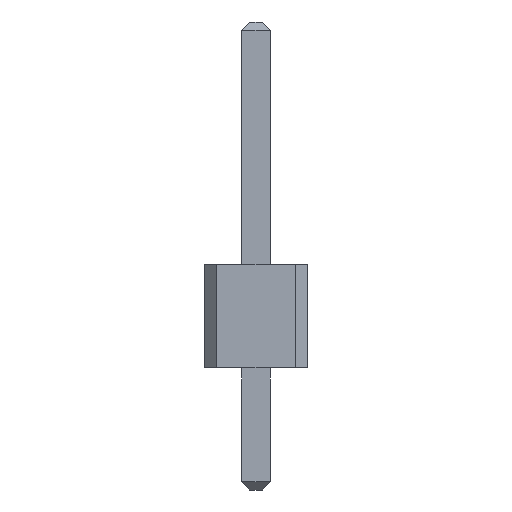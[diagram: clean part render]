
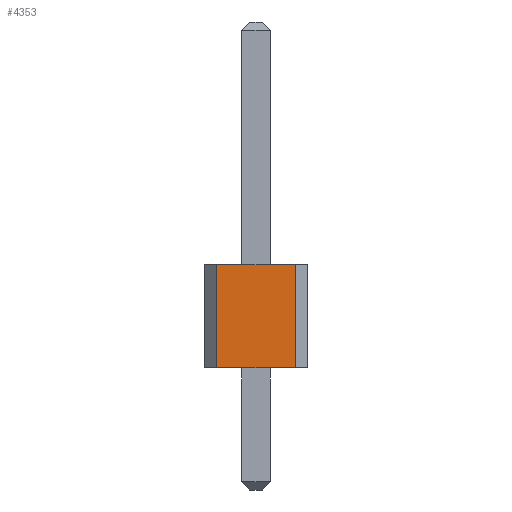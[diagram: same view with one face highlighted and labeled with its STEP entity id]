
A CAD part, front view. The second image highlights one B-rep face of the part: STEP entity #4353.
In plain terms, the highlighted planar face has unit normal (0, -1, 0).
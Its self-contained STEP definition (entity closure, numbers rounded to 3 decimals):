
#4155 = VERTEX_POINT('',#4156);
#4156 = CARTESIAN_POINT('',(-0.97,-46.99,0.));
#4162 = EDGE_CURVE('',#4163,#4155,#4165,.T.);
#4163 = VERTEX_POINT('',#4164);
#4164 = CARTESIAN_POINT('',(0.97,-46.99,0.));
#4165 = LINE('',#4166,#4167);
#4166 = CARTESIAN_POINT('',(1.27,-46.99,0.));
#4167 = VECTOR('',#4168,1.);
#4168 = DIRECTION('',(-1.,0.,0.));
#4269 = VERTEX_POINT('',#4270);
#4270 = CARTESIAN_POINT('',(-0.97,-46.99,2.54));
#4276 = EDGE_CURVE('',#4277,#4269,#4279,.T.);
#4277 = VERTEX_POINT('',#4278);
#4278 = CARTESIAN_POINT('',(0.97,-46.99,2.54));
#4279 = LINE('',#4280,#4281);
#4280 = CARTESIAN_POINT('',(1.27,-46.99,2.54));
#4281 = VECTOR('',#4282,1.);
#4282 = DIRECTION('',(-1.,0.,0.));
#4343 = EDGE_CURVE('',#4163,#4277,#4344,.T.);
#4344 = LINE('',#4345,#4346);
#4345 = CARTESIAN_POINT('',(0.97,-46.99,0.));
#4346 = VECTOR('',#4347,1.);
#4347 = DIRECTION('',(0.,0.,1.));
#4353 = ADVANCED_FACE('',(#4354),#4365,.T.);
#4354 = FACE_BOUND('',#4355,.T.);
#4355 = EDGE_LOOP('',(#4356,#4357,#4358,#4359));
#4356 = ORIENTED_EDGE('',*,*,#4162,.F.);
#4357 = ORIENTED_EDGE('',*,*,#4343,.T.);
#4358 = ORIENTED_EDGE('',*,*,#4276,.T.);
#4359 = ORIENTED_EDGE('',*,*,#4360,.F.);
#4360 = EDGE_CURVE('',#4155,#4269,#4361,.T.);
#4361 = LINE('',#4362,#4363);
#4362 = CARTESIAN_POINT('',(-0.97,-46.99,0.));
#4363 = VECTOR('',#4364,1.);
#4364 = DIRECTION('',(0.,0.,1.));
#4365 = PLANE('',#4366);
#4366 = AXIS2_PLACEMENT_3D('',#4367,#4368,#4369);
#4367 = CARTESIAN_POINT('',(1.27,-46.99,0.));
#4368 = DIRECTION('',(0.,-1.,0.));
#4369 = DIRECTION('',(-1.,0.,0.));
